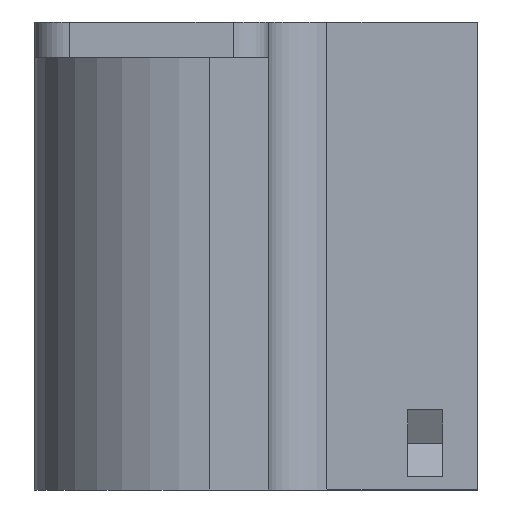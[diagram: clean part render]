
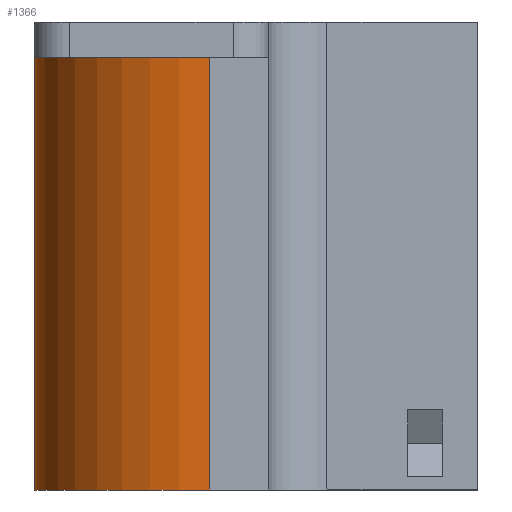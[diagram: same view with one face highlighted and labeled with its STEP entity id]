
A CAD part, left-side view. The second image highlights one B-rep face of the part: STEP entity #1366.
In plain terms, the highlighted cylindrical face has radius 15 mm (diameter 30 mm), a partial arc.
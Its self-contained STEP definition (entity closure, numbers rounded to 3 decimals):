
#46=CYLINDRICAL_SURFACE('',#1493,15.);
#95=FACE_OUTER_BOUND('',#166,.T.);
#166=EDGE_LOOP('',(#1106,#1107,#1108,#1109));
#228=CIRCLE('',#1462,15.);
#240=CIRCLE('',#1488,15.);
#299=LINE('',#2131,#442);
#351=LINE('',#2266,#494);
#442=VECTOR('',#1675,10.);
#494=VECTOR('',#1801,10.);
#596=VERTEX_POINT('',#2129);
#597=VERTEX_POINT('',#2130);
#611=VERTEX_POINT('',#2164);
#639=VERTEX_POINT('',#2251);
#750=EDGE_CURVE('',#596,#597,#299,.T.);
#772=EDGE_CURVE('',#611,#596,#228,.T.);
#813=EDGE_CURVE('',#639,#597,#240,.T.);
#820=EDGE_CURVE('',#611,#639,#351,.T.);
#1106=ORIENTED_EDGE('',*,*,#750,.T.);
#1107=ORIENTED_EDGE('',*,*,#813,.F.);
#1108=ORIENTED_EDGE('',*,*,#820,.F.);
#1109=ORIENTED_EDGE('',*,*,#772,.T.);
#1366=ADVANCED_FACE('',(#95),#46,.T.);
#1462=AXIS2_PLACEMENT_3D('',#2174,#1706,#1707);
#1488=AXIS2_PLACEMENT_3D('',#2253,#1787,#1788);
#1493=AXIS2_PLACEMENT_3D('',#2268,#1803,#1804);
#1675=DIRECTION('',(0.,0.,-1.));
#1706=DIRECTION('center_axis',(0.,0.,-1.));
#1707=DIRECTION('ref_axis',(-1.,0.,0.));
#1787=DIRECTION('center_axis',(0.,0.,-1.));
#1788=DIRECTION('ref_axis',(-1.,0.,0.));
#1801=DIRECTION('',(0.,0.,-1.));
#1803=DIRECTION('center_axis',(0.,0.,-1.));
#1804=DIRECTION('ref_axis',(-1.,0.,0.));
#2129=CARTESIAN_POINT('',(63.075,-30.489,-243.5));
#2130=CARTESIAN_POINT('',(63.075,-30.489,-280.5));
#2131=CARTESIAN_POINT('',(63.075,-30.489,-240.5));
#2164=CARTESIAN_POINT('',(48.075,-45.489,-243.5));
#2174=CARTESIAN_POINT('Origin',(63.075,-45.489,-243.5));
#2251=CARTESIAN_POINT('',(48.075,-45.489,-280.5));
#2253=CARTESIAN_POINT('Origin',(63.075,-45.489,-280.5));
#2266=CARTESIAN_POINT('',(48.075,-45.489,-240.5));
#2268=CARTESIAN_POINT('Origin',(63.075,-45.489,-240.5));
